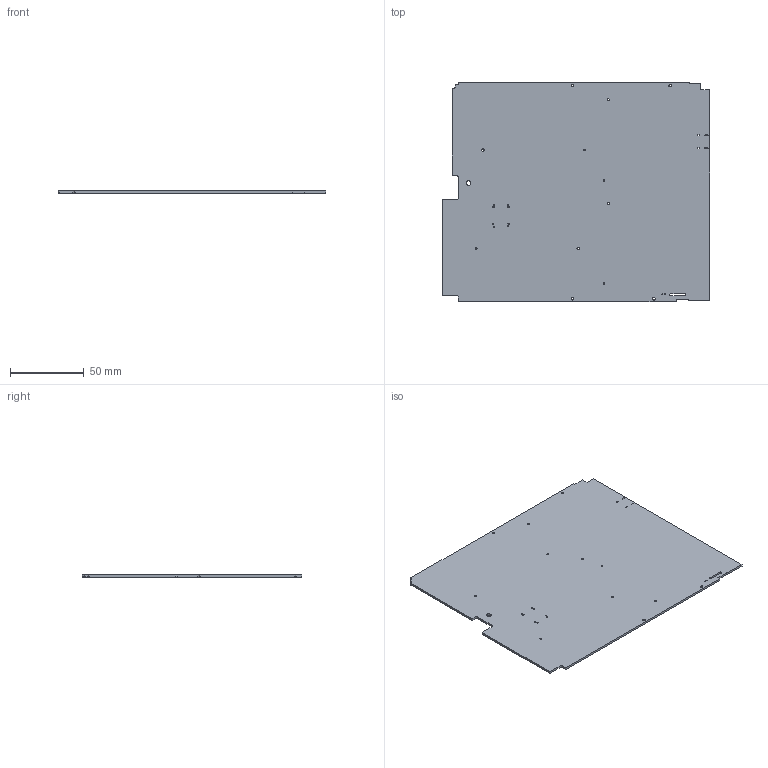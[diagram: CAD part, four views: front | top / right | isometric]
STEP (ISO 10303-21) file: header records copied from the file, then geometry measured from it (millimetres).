
FILE_DESCRIPTION(/* description */ ('PCB Design'),/* implementation_level */ '2;1');
FILE_NAME(/* name */ 'U4FCP_V2_3D',/* time_stamp */ '2025-03-27T00:36:22+08:00',/* author */ ('iheper'),/* organization */ (''),/* preprocessor_version */ 'ST-DEVELOPER v16',/* originating_system */ 'allegro_23.1S005',/* authorisation */ '');
FILE_SCHEMA (('AUTOMOTIVE_DESIGN { 1 0 10303 214 3 1 1 }'));
Length unit declared in the file: millimetre
Products named in the file (2): U4FCP_V2_3D; BOARD_OUTLINE
Assembly tree (1 placements, depth 2):
  U4FCP_V2_3D
    BOARD_OUTLINE
Bounding box: 180.6 x 148.5 x 1.43 mm (x, y, z)
Surface area: 53223.4 mm2 (no closed solid volume)
Topology: 0 solids, 1 shells, 102 faces, 329 edges, 200 vertices
Faces by surface type: cylinder 68, plane 34
Entity records: 3597 total; most frequent: ORIENTED_EDGE 600, CARTESIAN_POINT 463, EDGE_CURVE 329, VERTEX_POINT 258, AXIS2_PLACEMENT_3D 240, DIRECTION 228, VECTOR 193, LINE 193
